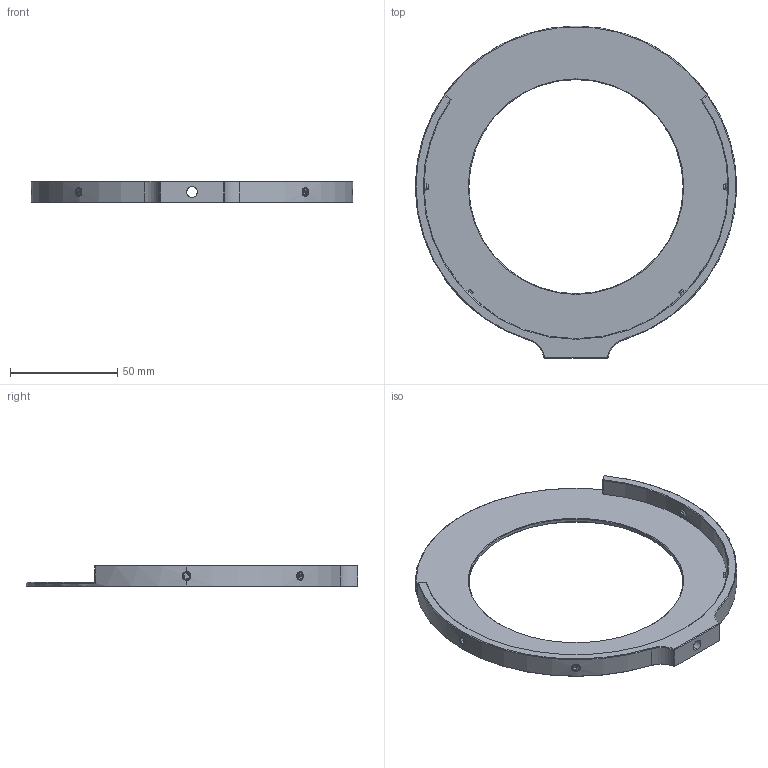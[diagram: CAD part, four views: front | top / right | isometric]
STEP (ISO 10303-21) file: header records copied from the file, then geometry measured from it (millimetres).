
FILE_DESCRIPTION (( 'STEP AP203' ), '1' );
FILE_NAME ('APID100Z-AGD.STEP', '2022-07-19T09:27:03', ( '' ), ( '' ), 'SwSTEP 2.0', 'SolidWorks 2021', '' );
FILE_SCHEMA (( 'CONFIG_CONTROL_DESIGN' ));
Length unit declared in the file: millimetre
Products named in the file (1): APID100Z-AGD
Bounding box: 150 x 155 x 10 mm (x, y, z)
Surface area: 27062 mm2 (no closed solid volume)
Topology: 0 solids, 14 shells, 145 faces, 633 edges, 485 vertices
Faces by surface type: plane 71, cone 38, cylinder 36
Entity records: 6903 total; most frequent: CARTESIAN_POINT 1800, DIRECTION 999, ORIENTED_EDGE 896, EDGE_CURVE 629, LINE 495, VECTOR 495, VERTEX_POINT 485, AXIS2_PLACEMENT_3D 252
